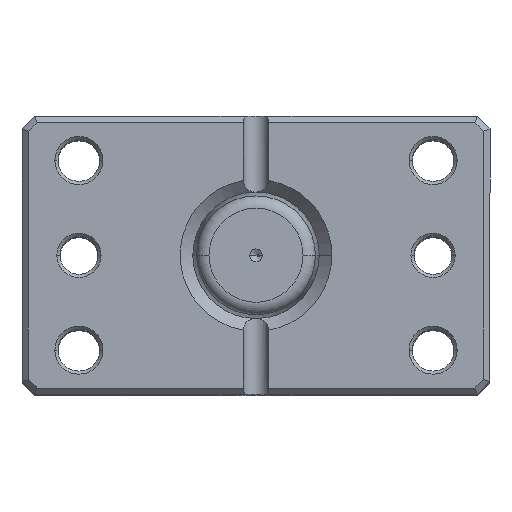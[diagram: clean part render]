
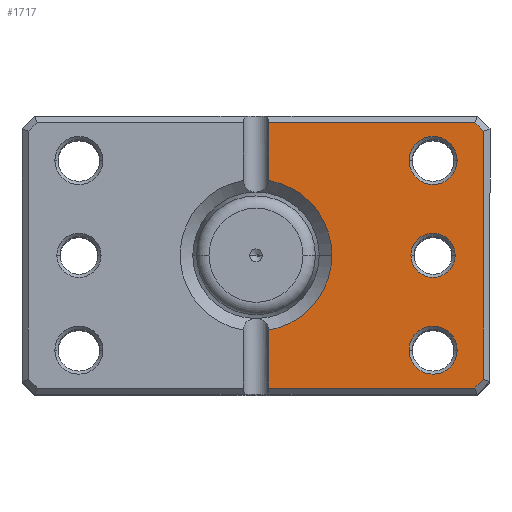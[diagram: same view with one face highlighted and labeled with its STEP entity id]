
A CAD part, top view. The second image highlights one B-rep face of the part: STEP entity #1717.
In plain terms, the highlighted face is planar.
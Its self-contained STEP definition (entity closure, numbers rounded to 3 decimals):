
#10 = VECTOR ( 'NONE', #3241, 1000. ) ;
#37 = DIRECTION ( 'NONE',  ( -1., 0., 0. ) ) ;
#47 = FACE_BOUND ( 'NONE', #1940, .T. ) ;
#66 = CARTESIAN_POINT ( 'NONE',  ( -2., 22., 0. ) ) ;
#81 = ORIENTED_EDGE ( 'NONE', *, *, #1955, .T. ) ;
#93 = CARTESIAN_POINT ( 'NONE',  ( -28., 0., 0. ) ) ;
#113 = EDGE_LOOP ( 'NONE', ( #345, #691 ) ) ;
#194 = AXIS2_PLACEMENT_3D ( 'NONE', #6789, #6862, #6919 ) ;
#222 = AXIS2_PLACEMENT_3D ( 'NONE', #3037, #6816, #3578 ) ;
#231 = ORIENTED_EDGE ( 'NONE', *, *, #6554, .T. ) ;
#270 = DIRECTION ( 'NONE',  ( 0.707, 0.707, 0. ) ) ;
#286 = VECTOR ( 'NONE', #1817, 1000. ) ;
#345 = ORIENTED_EDGE ( 'NONE', *, *, #690, .T. ) ;
#485 = DIRECTION ( 'NONE',  ( 0., 0., 1. ) ) ;
#489 = LINE ( 'NONE', #1897, #1724 ) ;
#540 = CARTESIAN_POINT ( 'NONE',  ( -2., -11.832, 0. ) ) ;
#630 = DIRECTION ( 'NONE',  ( 1., 0., 0. ) ) ;
#679 = VECTOR ( 'NONE', #2586, 1000. ) ;
#690 = EDGE_CURVE ( 'NONE', #4946, #6501, #2563, .T. ) ;
#691 = ORIENTED_EDGE ( 'NONE', *, *, #3169, .T. ) ;
#747 = DIRECTION ( 'NONE',  ( 1., 0., 0. ) ) ;
#784 = EDGE_CURVE ( 'NONE', #3182, #4241, #489, .T. ) ;
#860 = DIRECTION ( 'NONE',  ( 1., 0., 0. ) ) ;
#925 = CARTESIAN_POINT ( 'NONE',  ( -2., 21., 0. ) ) ;
#1045 = VERTEX_POINT ( 'NONE', #925 ) ;
#1167 = EDGE_CURVE ( 'NONE', #5311, #6323, #3383, .T. ) ;
#1191 = EDGE_LOOP ( 'NONE', ( #81, #4594 ) ) ;
#1263 = DIRECTION ( 'NONE',  ( 0., 0., 1. ) ) ;
#1313 = CARTESIAN_POINT ( 'NONE',  ( -27.793, 27.793, 0. ) ) ;
#1372 = CARTESIAN_POINT ( 'NONE',  ( -2., -21., 0. ) ) ;
#1376 = VERTEX_POINT ( 'NONE', #4067 ) ;
#1404 = VERTEX_POINT ( 'NONE', #5121 ) ;
#1593 = AXIS2_PLACEMENT_3D ( 'NONE', #3656, #485, #4197 ) ;
#1717 = ADVANCED_FACE ( 'NONE', ( #47, #6839, #3956, #2533 ), #6872, .F. ) ;
#1724 = VECTOR ( 'NONE', #37, 1000. ) ;
#1753 = CARTESIAN_POINT ( 'NONE',  ( -28., 15., 0. ) ) ;
#1817 = DIRECTION ( 'NONE',  ( 0., 1., 0. ) ) ;
#1897 = CARTESIAN_POINT ( 'NONE',  ( 0., -21., 0. ) ) ;
#1940 = EDGE_LOOP ( 'NONE', ( #4445, #4194 ) ) ;
#1955 = EDGE_CURVE ( 'NONE', #1404, #1376, #4204, .T. ) ;
#1959 = DIRECTION ( 'NONE',  ( 0., -1., 0. ) ) ;
#2098 = VECTOR ( 'NONE', #1959, 1000. ) ;
#2116 = CIRCLE ( 'NONE', #222, 12. ) ;
#2174 = CARTESIAN_POINT ( 'NONE',  ( -34.586, 21., 0. ) ) ;
#2183 = DIRECTION ( 'NONE',  ( 1., 0., 0. ) ) ;
#2277 = ORIENTED_EDGE ( 'NONE', *, *, #3763, .T. ) ;
#2361 = DIRECTION ( 'NONE',  ( 0., 0., 1. ) ) ;
#2416 = DIRECTION ( 'NONE',  ( 1., 0., 0. ) ) ;
#2444 = DIRECTION ( 'NONE',  ( 0., 0., 1. ) ) ;
#2453 = CIRCLE ( 'NONE', #4532, 12. ) ;
#2533 = FACE_OUTER_BOUND ( 'NONE', #2760, .T. ) ;
#2563 = CIRCLE ( 'NONE', #6410, 3.8 ) ;
#2580 = DIRECTION ( 'NONE',  ( 0., 0., 1. ) ) ;
#2586 = DIRECTION ( 'NONE',  ( -0.707, 0.707, 0. ) ) ;
#2658 = EDGE_CURVE ( 'NONE', #6900, #3866, #5472, .T. ) ;
#2760 = EDGE_LOOP ( 'NONE', ( #6153, #5726, #5142, #2920, #5850, #2277, #231, #4089, #6291 ) ) ;
#2831 = LINE ( 'NONE', #66, #10 ) ;
#2920 = ORIENTED_EDGE ( 'NONE', *, *, #3887, .T. ) ;
#2986 = VERTEX_POINT ( 'NONE', #540 ) ;
#3000 = AXIS2_PLACEMENT_3D ( 'NONE', #1753, #1263, #747 ) ;
#3037 = CARTESIAN_POINT ( 'NONE',  ( 0., 0., 0. ) ) ;
#3054 = CARTESIAN_POINT ( 'NONE',  ( -12., 0., 0. ) ) ;
#3093 = DIRECTION ( 'NONE',  ( 0., 0., 1. ) ) ;
#3169 = EDGE_CURVE ( 'NONE', #6501, #4946, #5468, .T. ) ;
#3182 = VERTEX_POINT ( 'NONE', #1372 ) ;
#3219 = EDGE_CURVE ( 'NONE', #1045, #5784, #3507, .T. ) ;
#3241 = DIRECTION ( 'NONE',  ( 0., -1., 0. ) ) ;
#3253 = CARTESIAN_POINT ( 'NONE',  ( -34.586, -21., 0. ) ) ;
#3330 = LINE ( 'NONE', #6379, #679 ) ;
#3383 = CIRCLE ( 'NONE', #194, 3.5 ) ;
#3507 = LINE ( 'NONE', #5724, #2098 ) ;
#3578 = DIRECTION ( 'NONE',  ( 1., 0., 0. ) ) ;
#3656 = CARTESIAN_POINT ( 'NONE',  ( -28., 15., 0. ) ) ;
#3679 = AXIS2_PLACEMENT_3D ( 'NONE', #93, #3811, #630 ) ;
#3763 = EDGE_CURVE ( 'NONE', #4241, #4024, #3330, .T. ) ;
#3793 = CIRCLE ( 'NONE', #1593, 3.8 ) ;
#3811 = DIRECTION ( 'NONE',  ( 0., 0., 1. ) ) ;
#3818 = CARTESIAN_POINT ( 'NONE',  ( -2., 11.832, 0. ) ) ;
#3842 = VECTOR ( 'NONE', #270, 1000. ) ;
#3845 = AXIS2_PLACEMENT_3D ( 'NONE', #5463, #3093, #2183 ) ;
#3866 = VERTEX_POINT ( 'NONE', #2174 ) ;
#3887 = EDGE_CURVE ( 'NONE', #2986, #3182, #2831, .T. ) ;
#3956 = FACE_BOUND ( 'NONE', #1191, .T. ) ;
#4024 = VERTEX_POINT ( 'NONE', #5177 ) ;
#4067 = CARTESIAN_POINT ( 'NONE',  ( -24.2, 15., 0. ) ) ;
#4089 = ORIENTED_EDGE ( 'NONE', *, *, #2658, .T. ) ;
#4194 = ORIENTED_EDGE ( 'NONE', *, *, #1167, .T. ) ;
#4197 = DIRECTION ( 'NONE',  ( 1., 0., 0. ) ) ;
#4204 = CIRCLE ( 'NONE', #3000, 3.8 ) ;
#4234 = CARTESIAN_POINT ( 'NONE',  ( -31.5, 0., 0. ) ) ;
#4241 = VERTEX_POINT ( 'NONE', #3253 ) ;
#4267 = CARTESIAN_POINT ( 'NONE',  ( -36., 19.586, 0. ) ) ;
#4445 = ORIENTED_EDGE ( 'NONE', *, *, #6403, .T. ) ;
#4532 = AXIS2_PLACEMENT_3D ( 'NONE', #5824, #2580, #6369 ) ;
#4594 = ORIENTED_EDGE ( 'NONE', *, *, #5596, .T. ) ;
#4640 = LINE ( 'NONE', #6743, #4892 ) ;
#4892 = VECTOR ( 'NONE', #860, 1000. ) ;
#4899 = VERTEX_POINT ( 'NONE', #3054 ) ;
#4946 = VERTEX_POINT ( 'NONE', #6357 ) ;
#5121 = CARTESIAN_POINT ( 'NONE',  ( -31.8, 15., 0. ) ) ;
#5142 = ORIENTED_EDGE ( 'NONE', *, *, #6717, .T. ) ;
#5177 = CARTESIAN_POINT ( 'NONE',  ( -36., -19.586, 0. ) ) ;
#5311 = VERTEX_POINT ( 'NONE', #5575 ) ;
#5434 = EDGE_CURVE ( 'NONE', #3866, #1045, #4640, .T. ) ;
#5463 = CARTESIAN_POINT ( 'NONE',  ( 0., 0., 0. ) ) ;
#5468 = CIRCLE ( 'NONE', #6130, 3.8 ) ;
#5472 = LINE ( 'NONE', #1313, #3842 ) ;
#5575 = CARTESIAN_POINT ( 'NONE',  ( -24.5, 0., 0. ) ) ;
#5581 = CIRCLE ( 'NONE', #3679, 3.5 ) ;
#5596 = EDGE_CURVE ( 'NONE', #1376, #1404, #3793, .T. ) ;
#5684 = CARTESIAN_POINT ( 'NONE',  ( -28., -15., 0. ) ) ;
#5724 = CARTESIAN_POINT ( 'NONE',  ( -2., 22., 0. ) ) ;
#5726 = ORIENTED_EDGE ( 'NONE', *, *, #6230, .T. ) ;
#5784 = VERTEX_POINT ( 'NONE', #3818 ) ;
#5824 = CARTESIAN_POINT ( 'NONE',  ( 0., 0., 0. ) ) ;
#5850 = ORIENTED_EDGE ( 'NONE', *, *, #784, .T. ) ;
#6005 = LINE ( 'NONE', #6141, #286 ) ;
#6077 = CARTESIAN_POINT ( 'NONE',  ( -24.2, -15., 0. ) ) ;
#6130 = AXIS2_PLACEMENT_3D ( 'NONE', #5684, #2444, #6234 ) ;
#6141 = CARTESIAN_POINT ( 'NONE',  ( -36., 0., 0. ) ) ;
#6153 = ORIENTED_EDGE ( 'NONE', *, *, #3219, .T. ) ;
#6230 = EDGE_CURVE ( 'NONE', #5784, #4899, #2453, .T. ) ;
#6234 = DIRECTION ( 'NONE',  ( 1., 0., 0. ) ) ;
#6291 = ORIENTED_EDGE ( 'NONE', *, *, #5434, .T. ) ;
#6323 = VERTEX_POINT ( 'NONE', #4234 ) ;
#6357 = CARTESIAN_POINT ( 'NONE',  ( -31.8, -15., 0. ) ) ;
#6369 = DIRECTION ( 'NONE',  ( 1., 0., 0. ) ) ;
#6379 = CARTESIAN_POINT ( 'NONE',  ( -27.793, -27.793, 0. ) ) ;
#6403 = EDGE_CURVE ( 'NONE', #6323, #5311, #5581, .T. ) ;
#6410 = AXIS2_PLACEMENT_3D ( 'NONE', #6745, #2361, #2416 ) ;
#6501 = VERTEX_POINT ( 'NONE', #6077 ) ;
#6554 = EDGE_CURVE ( 'NONE', #4024, #6900, #6005, .T. ) ;
#6717 = EDGE_CURVE ( 'NONE', #4899, #2986, #2116, .T. ) ;
#6743 = CARTESIAN_POINT ( 'NONE',  ( 0., 21., 0. ) ) ;
#6745 = CARTESIAN_POINT ( 'NONE',  ( -28., -15., 0. ) ) ;
#6789 = CARTESIAN_POINT ( 'NONE',  ( -28., 0., 0. ) ) ;
#6816 = DIRECTION ( 'NONE',  ( 0., 0., 1. ) ) ;
#6839 = FACE_BOUND ( 'NONE', #113, .T. ) ;
#6862 = DIRECTION ( 'NONE',  ( 0., 0., 1. ) ) ;
#6872 = PLANE ( 'NONE',  #3845 ) ;
#6900 = VERTEX_POINT ( 'NONE', #4267 ) ;
#6919 = DIRECTION ( 'NONE',  ( 1., 0., 0. ) ) ;
